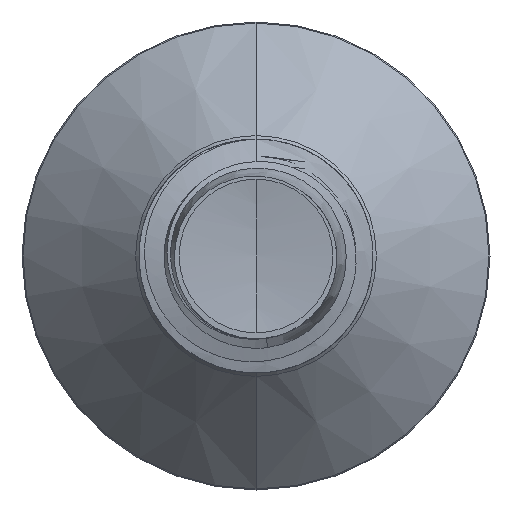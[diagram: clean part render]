
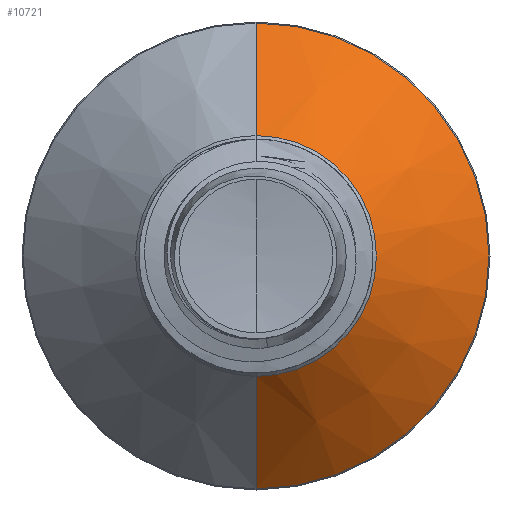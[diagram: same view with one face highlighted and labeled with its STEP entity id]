
A CAD part, front view. The second image highlights one B-rep face of the part: STEP entity #10721.
In plain terms, the highlighted conical face has half-angle 45 degrees and reference radius 3.088 mm.
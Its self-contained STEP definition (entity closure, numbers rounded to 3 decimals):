
#411 = DIRECTION ( 'NONE',  ( 0., 0., 1. ) ) ;
#538 = CIRCLE ( 'NONE', #22525, 5.974 ) ;
#631 = ORIENTED_EDGE ( 'NONE', *, *, #17035, .F. ) ;
#958 = CARTESIAN_POINT ( 'NONE',  ( 0., 26.239, -3.089 ) ) ;
#1345 = ORIENTED_EDGE ( 'NONE', *, *, #4497, .T. ) ;
#1698 = CARTESIAN_POINT ( 'NONE',  ( 0., 26.239, 0. ) ) ;
#1726 = DIRECTION ( 'NONE',  ( 0., 1., 0. ) ) ;
#1857 = DIRECTION ( 'NONE',  ( 0., 0., 1. ) ) ;
#2679 = AXIS2_PLACEMENT_3D ( 'NONE', #38869, #1726, #1857 ) ;
#4485 = FACE_OUTER_BOUND ( 'NONE', #4643, .T. ) ;
#4497 = EDGE_CURVE ( 'NONE', #19499, #31973, #8950, .T. ) ;
#4643 = EDGE_LOOP ( 'NONE', ( #1345, #5079, #631, #17177 ) ) ;
#4869 = DIRECTION ( 'NONE',  ( 0., 0., 1. ) ) ;
#5079 = ORIENTED_EDGE ( 'NONE', *, *, #18038, .T. ) ;
#6968 = CARTESIAN_POINT ( 'NONE',  ( 0., 29.124, -5.974 ) ) ;
#7808 = VERTEX_POINT ( 'NONE', #25591 ) ;
#8950 = CIRCLE ( 'NONE', #36291, 3.089 ) ;
#10721 = ADVANCED_FACE ( 'NONE', ( #4485 ), #27217, .T. ) ;
#12355 = DIRECTION ( 'NONE',  ( 0., 0.707, 0.707 ) ) ;
#14565 = CARTESIAN_POINT ( 'NONE',  ( 0., 26.239, 3.089 ) ) ;
#17035 = EDGE_CURVE ( 'NONE', #7808, #18920, #538, .T. ) ;
#17177 = ORIENTED_EDGE ( 'NONE', *, *, #24965, .F. ) ;
#18038 = EDGE_CURVE ( 'NONE', #31973, #18920, #20533, .T. ) ;
#18920 = VERTEX_POINT ( 'NONE', #6968 ) ;
#19102 = DIRECTION ( 'NONE',  ( 0., 1., 0. ) ) ;
#19499 = VERTEX_POINT ( 'NONE', #14565 ) ;
#20038 = DIRECTION ( 'NONE',  ( 0., 0.707, -0.707 ) ) ;
#20436 = CARTESIAN_POINT ( 'NONE',  ( 0., 26.239, -3.089 ) ) ;
#20533 = LINE ( 'NONE', #958, #36804 ) ;
#22389 = LINE ( 'NONE', #34249, #37696 ) ;
#22525 = AXIS2_PLACEMENT_3D ( 'NONE', #37445, #19102, #411 ) ;
#23456 = DIRECTION ( 'NONE',  ( 0., 1., 0. ) ) ;
#24965 = EDGE_CURVE ( 'NONE', #19499, #7808, #22389, .T. ) ;
#25591 = CARTESIAN_POINT ( 'NONE',  ( 0., 29.124, 5.974 ) ) ;
#27217 = CONICAL_SURFACE ( 'NONE', #2679, 3.089, 0.785 ) ;
#31973 = VERTEX_POINT ( 'NONE', #20436 ) ;
#34249 = CARTESIAN_POINT ( 'NONE',  ( 0., 26.239, 3.089 ) ) ;
#36291 = AXIS2_PLACEMENT_3D ( 'NONE', #1698, #23456, #4869 ) ;
#36804 = VECTOR ( 'NONE', #20038, 1000. ) ;
#37445 = CARTESIAN_POINT ( 'NONE',  ( 0., 29.124, 0. ) ) ;
#37696 = VECTOR ( 'NONE', #12355, 1000. ) ;
#38869 = CARTESIAN_POINT ( 'NONE',  ( 0., 26.239, 0. ) ) ;
